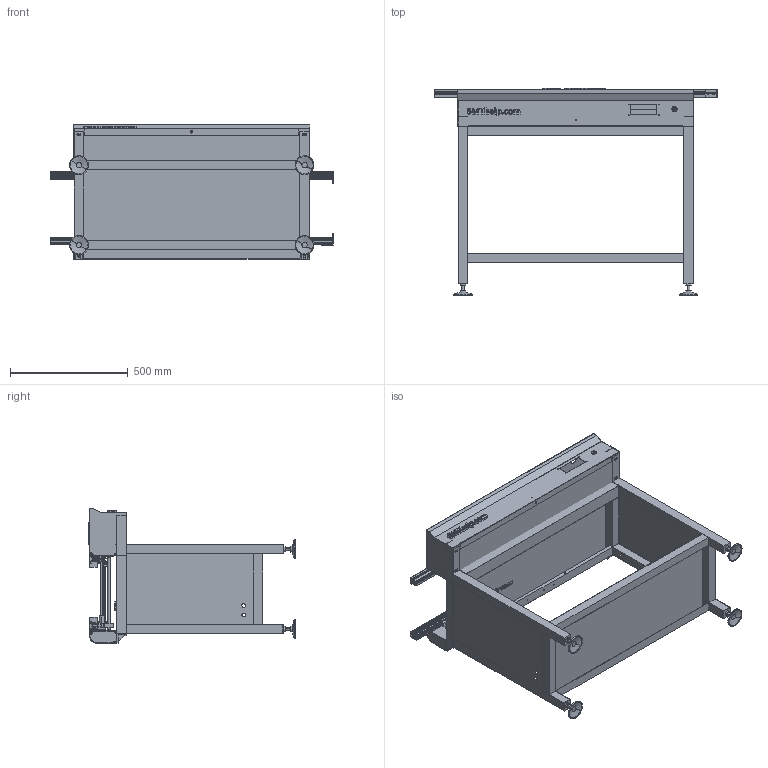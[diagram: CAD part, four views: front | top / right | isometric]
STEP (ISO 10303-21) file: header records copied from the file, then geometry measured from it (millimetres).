
FILE_DESCRIPTION (( 'STEP AP214' ), '1' );
FILE_NAME ('S350C SMThelp 1M Conveyor.STEP', '2020-07-05T09:17:03', ( '' ), ( '' ), 'SwSTEP 2.0', 'SolidWorks 2020', '' );
FILE_SCHEMA (( 'AUTOMOTIVE_DESIGN' ));
Length unit declared in the file: millimetre
Products named in the file (3): S350C SMThelp 1M Conveyor; Southern Machinery logo-SMThelp; SMT PCB conveyor single lane without light
Assembly tree (2 placements, depth 2):
  S350C SMThelp 1M Conveyor
    SMT PCB conveyor single lane without light
    Southern Machinery logo-SMThelp
Bounding box: 1202 x 880.5 x 571.7 mm (x, y, z)
Volume: 19960.6 mm3; surface area: 6037061.1 mm2
Topology: 34 solids, 104 shells, 1369 faces, 4268 edges, 3032 vertices
Faces by surface type: plane 885, bspline 224, cylinder 222, cone 24, torus 14
Entity records: 75932 total; most frequent: CARTESIAN_POINT 39657, ORIENTED_EDGE 7496, EDGE_CURVE 4264, DIRECTION 3632, VERTEX_POINT 3030, B_SPLINE_CURVE_WITH_KNOTS 2934, EDGE_LOOP 1586, ADVANCED_FACE 1369
